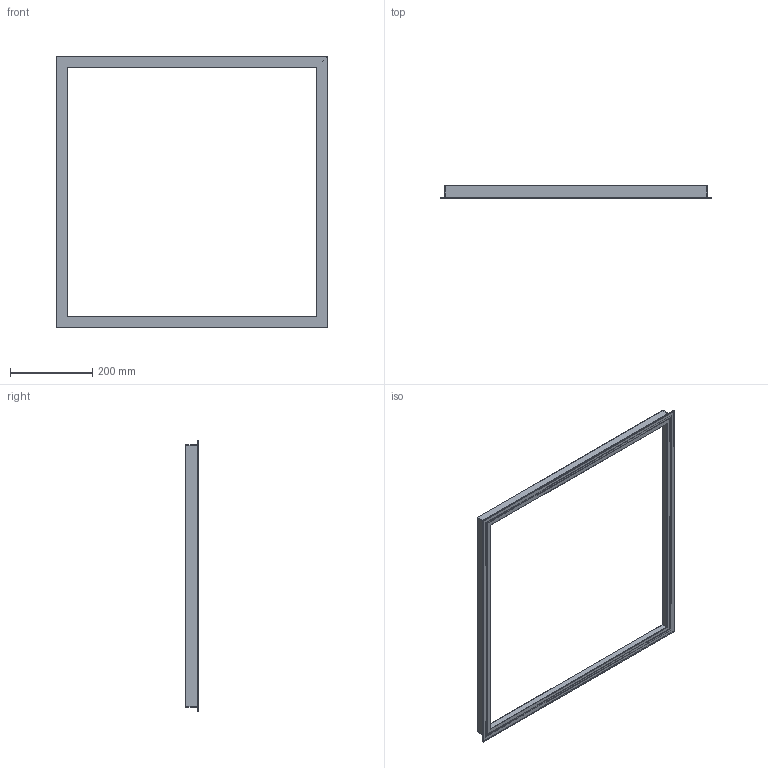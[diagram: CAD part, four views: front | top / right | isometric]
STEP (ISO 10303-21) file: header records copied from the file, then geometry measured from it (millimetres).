
FILE_DESCRIPTION((''),'2;1');
FILE_NAME('PRT0081','2025-05-09T15:18:51',('Administrator'),(''),'CREO PARAMETRIC BY PTC INC, 2019010','CREO PARAMETRIC BY PTC INC, 2019010','');
FILE_SCHEMA(('CONFIG_CONTROL_DESIGN'));
Length unit declared in the file: millimetre
Products named in the file (1): PRT0081
Bounding box: 659 x 31 x 659 mm (x, y, z)
Volume: 230690.6 mm3; surface area: 313578.9 mm2
Topology: 1 solids, 1 shells, 86 faces, 188 edges, 108 vertices
Faces by surface type: cylinder 52, plane 34
Entity records: 2374 total; most frequent: CARTESIAN_POINT 590, ORIENTED_EDGE 376, DIRECTION 304, EDGE_CURVE 188, VECTOR 132, LINE 132, VERTEX_POINT 108, EDGE_LOOP 92
